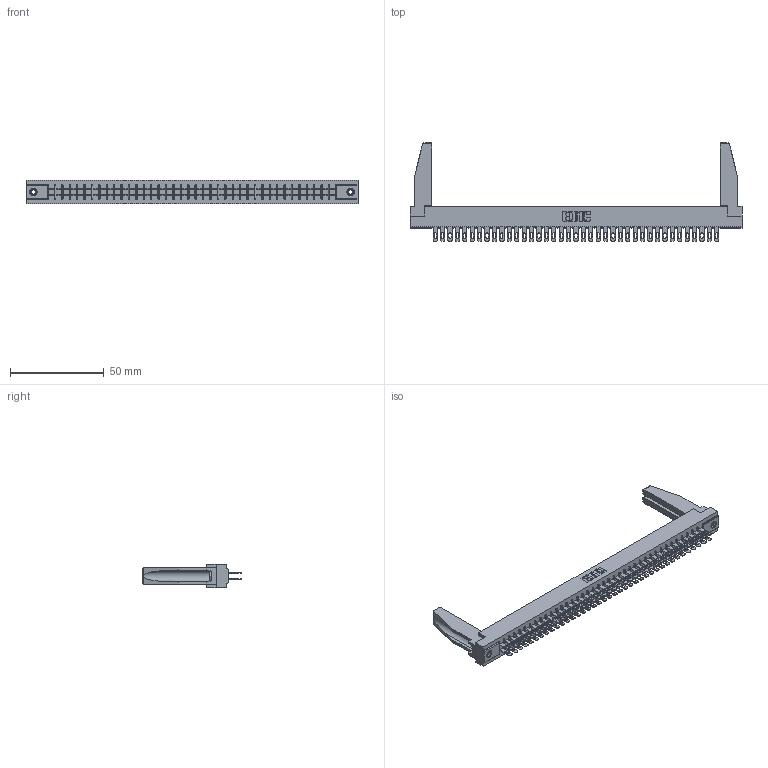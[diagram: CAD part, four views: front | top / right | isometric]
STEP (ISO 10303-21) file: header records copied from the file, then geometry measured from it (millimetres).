
FILE_DESCRIPTION (( 'STEP AP203' ), '1' );
FILE_NAME ('315-078-500-278.STEP', '2019-09-10T22:43:44', ( '' ), ( '' ), 'SwSTEP 2.0', 'SolidWorks 2016', '' );
FILE_SCHEMA (( 'CONFIG_CONTROL_DESIGN' ));
Length unit declared in the file: inch
Products named in the file (5): 315-078-500-278; 307-220-078; 305 Part_.156 Dia; 305-290-001_500; 345-250-001_345-250-001-102
Assembly tree (83 placements, depth 2):
  315-078-500-278
    305 Part_.156 Dia
    305-290-001_500  x78
    345-250-001_345-250-001-102  x2
    307-220-078  x2
Bounding box: 177.55 x 52.88 x 12.7 mm (x, y, z)
Volume: 22740.3 mm3; surface area: 29131.2 mm2
Topology: 83 solids, 83 shells, 4146 faces, 11839 edges, 7674 vertices
Faces by surface type: plane 2336, cylinder 1638, sphere 156, cone 12, torus 4
Entity records: 45053 total; most frequent: CARTESIAN_POINT 7461, ORIENTED_EDGE 7364, DIRECTION 7180, EDGE_CURVE 3682, VECTOR 2970, LINE 2970, VERTEX_POINT 2344, AXIS2_PLACEMENT_3D 2105
